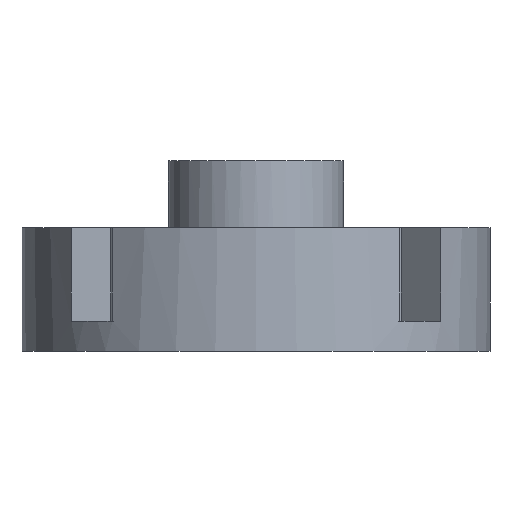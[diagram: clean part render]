
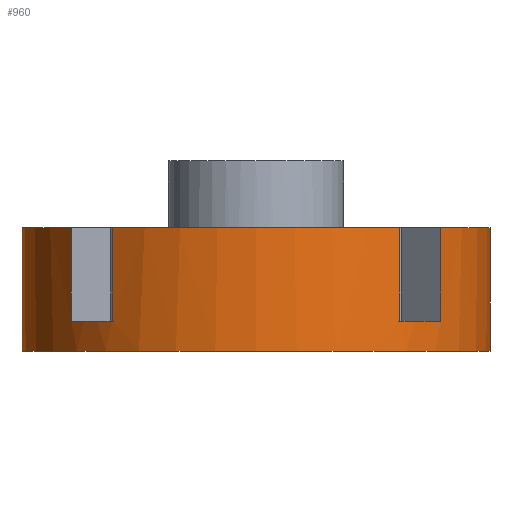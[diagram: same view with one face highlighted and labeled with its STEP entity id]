
A CAD part, front view. The second image highlights one B-rep face of the part: STEP entity #960.
In plain terms, the highlighted cylindrical face has radius 7 mm (diameter 14 mm), a partial arc.
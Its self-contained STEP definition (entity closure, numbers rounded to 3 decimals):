
#97=CARTESIAN_POINT('POINT7',(5.523,
   -4.3,-1.3));
#98=VERTEX_POINT('VERTEX7',#97);
#115=CARTESIAN_POINT('POINT10',(4.3,
   -5.523,-1.3));
#116=VERTEX_POINT('VERTEX10',#115);
#123=CARTESIAN_POINT('POS15',(0.,
   0.,-1.3));
#124=DIRECTION('DIR24',(0.,0.,-1.));
#125=DIRECTION('DIR25',(0.789,-0.614,
   0.));
#126=AXIS2_PLACEMENT_3D('AXIS10',#123,#124,#125);
#127=CIRCLE('ELLIPSE7',#126,7.);
#128=EDGE_CURVE('EDGE12',#98,#116,#127,.T.);
#138=CARTESIAN_POINT('POINT11',(-4.3,
   -5.523,-1.3));
#139=VERTEX_POINT('VERTEX11',#138);
#156=CARTESIAN_POINT('POINT14',(-5.523,
   -4.3,-1.3));
#157=VERTEX_POINT('VERTEX14',#156);
#164=CARTESIAN_POINT('POS20',(0.,0.,
   -1.3));
#165=DIRECTION('DIR31',(0.,0.,-1.));
#166=DIRECTION('DIR32',(-0.614,-0.789,
   0.));
#167=AXIS2_PLACEMENT_3D('AXIS12',#164,#165,#166);
#168=CIRCLE('ELLIPSE8',#167,7.);
#169=EDGE_CURVE('EDGE16',#139,#157,#168,.T.);
#179=CARTESIAN_POINT('POINT15',(7.,0.,-2.2));
#180=VERTEX_POINT('VERTEX15',#179);
#181=CARTESIAN_POINT('POINT16',(-7.,0.,
   -2.2));
#182=VERTEX_POINT('VERTEX16',#181);
#183=CARTESIAN_POINT('POS22',(0.,0.,-2.2)
   );
#184=DIRECTION('DIR35',(0.,0.,-1.));
#185=DIRECTION('DIR36',(1.,0.,0.));
#186=AXIS2_PLACEMENT_3D('AXIS14',#183,#184,#185);
#187=CIRCLE('ELLIPSE9',#186,7.);
#188=EDGE_CURVE('EDGE17',#180,#182,#187,.T.);
#760=CARTESIAN_POINT('POINT52',(5.523,
   -4.3,1.5));
#761=VERTEX_POINT('VERTEX52',#760);
#762=CARTESIAN_POINT('POS92',(5.523,
   -4.3,1.5));
#763=DIRECTION('DIR136',(0.,0.,-1.));
#764=VECTOR('VEC48',#763,1.);
#765=LINE('STRAIGHT48',#762,#764);
#766=EDGE_CURVE('EDGE70',#761,#98,#765,.T.);
#806=CARTESIAN_POINT('POINT54',(4.3,
   -5.523,1.5));
#807=VERTEX_POINT('VERTEX54',#806);
#808=CARTESIAN_POINT('POS98',(4.3,
   -5.523,1.5));
#809=DIRECTION('DIR144',(0.,0.,
   -1.));
#810=VECTOR('VEC52',#809,1.);
#811=LINE('STRAIGHT52',#808,#810);
#812=EDGE_CURVE('EDGE74',#807,#116,#811,.T.);
#839=CARTESIAN_POINT('POINT56',(-4.3,
   -5.523,1.5));
#840=VERTEX_POINT('VERTEX56',#839);
#841=CARTESIAN_POINT('POS102',(-4.3,
   -5.523,1.5));
#842=DIRECTION('DIR149',(0.,0.,
   -1.));
#843=VECTOR('VEC55',#842,1.);
#844=LINE('STRAIGHT55',#841,#843);
#845=EDGE_CURVE('EDGE77',#840,#139,#844,.T.);
#885=CARTESIAN_POINT('POINT58',(-5.523,
   -4.3,1.5));
#886=VERTEX_POINT('VERTEX58',#885);
#887=CARTESIAN_POINT('POS108',(-5.523,
   -4.3,1.5));
#888=DIRECTION('DIR157',(0.,0.,
   -1.));
#889=VECTOR('VEC59',#888,1.);
#890=LINE('STRAIGHT59',#887,#889);
#891=EDGE_CURVE('EDGE81',#886,#157,#890,.T.);
#909=ORIENTED_EDGE('COEDGE129',*,*,#169,.T.);
#910=ORIENTED_EDGE('COEDGE130',*,*,#891,.F.);
#911=CARTESIAN_POINT('POINT59',(-7.,0.,1.5));
#912=VERTEX_POINT('VERTEX59',#911);
#913=CARTESIAN_POINT('POS111',(0.,0.,1.5));
#914=DIRECTION('DIR161',(0.,0.,-1.));
#915=DIRECTION('DIR162',(-0.789,-0.614,
   0.));
#916=AXIS2_PLACEMENT_3D('AXIS51',#913,#914,#915);
#917=CIRCLE('ELLIPSE23',#916,7.);
#918=EDGE_CURVE('EDGE83',#886,#912,#917,.T.);
#919=ORIENTED_EDGE('COEDGE131',*,*,#918,.T.);
#920=CARTESIAN_POINT('POS112',(-7.,0.,1.5));
#921=DIRECTION('DIR163',(0.,0.,-1.));
#922=VECTOR('VEC61',#921,1.);
#923=LINE('STRAIGHT61',#920,#922);
#924=EDGE_CURVE('EDGE84',#912,#182,#923,.T.);
#925=ORIENTED_EDGE('COEDGE132',*,*,#924,.T.);
#926=ORIENTED_EDGE('COEDGE133',*,*,#188,.F.);
#927=CARTESIAN_POINT('POINT60',(7.,0.,1.5)
   );
#928=VERTEX_POINT('VERTEX60',#927);
#929=CARTESIAN_POINT('POS113',(7.,0.,1.5))
   ;
#930=DIRECTION('DIR164',(0.,0.,-1.));
#931=VECTOR('VEC62',#930,1.);
#932=LINE('STRAIGHT62',#929,#931);
#933=EDGE_CURVE('EDGE85',#928,#180,#932,.T.);
#934=ORIENTED_EDGE('COEDGE134',*,*,#933,.F.);
#935=CARTESIAN_POINT('POS114',(0.,0.,1.5));
#936=DIRECTION('DIR165',(0.,0.,-1.));
#937=DIRECTION('DIR166',(1.,0.,0.));
#938=AXIS2_PLACEMENT_3D('AXIS52',#935,#936,#937);
#939=CIRCLE('ELLIPSE24',#938,7.);
#940=EDGE_CURVE('EDGE86',#928,#761,#939,.T.);
#941=ORIENTED_EDGE('COEDGE135',*,*,#940,.T.);
#942=ORIENTED_EDGE('COEDGE136',*,*,#766,.T.);
#943=ORIENTED_EDGE('COEDGE137',*,*,#128,.T.);
#944=ORIENTED_EDGE('COEDGE138',*,*,#812,.F.);
#945=CARTESIAN_POINT('POS115',(0.,0.,1.5));
#946=DIRECTION('DIR167',(0.,0.,-1.));
#947=DIRECTION('DIR168',(0.614,-0.789,
   0.));
#948=AXIS2_PLACEMENT_3D('AXIS53',#945,#946,#947);
#949=CIRCLE('ELLIPSE25',#948,7.);
#950=EDGE_CURVE('EDGE87',#807,#840,#949,.T.);
#951=ORIENTED_EDGE('COEDGE139',*,*,#950,.T.);
#952=ORIENTED_EDGE('COEDGE140',*,*,#845,.T.);
#953=EDGE_LOOP('NONE',(#909,#910,#919,#925,#926,#934,#941,#942,#943,#944
   ,#951,#952));
#954=FACE_BOUND('LOOP1',#953,.T.);
#955=CARTESIAN_POINT('POS116',(0.,0.,1.5));
#956=DIRECTION('DIR169',(0.,0.,-1.));
#957=DIRECTION('DIR170',(-1.,0.,0.));
#958=AXIS2_PLACEMENT_3D('AXIS54',#955,#956,#957);
#959=CYLINDRICAL_SURFACE('CONE_SURF7',#958,7.);
#960=ADVANCED_FACE('FACE29',(#954),#959,.T.);
